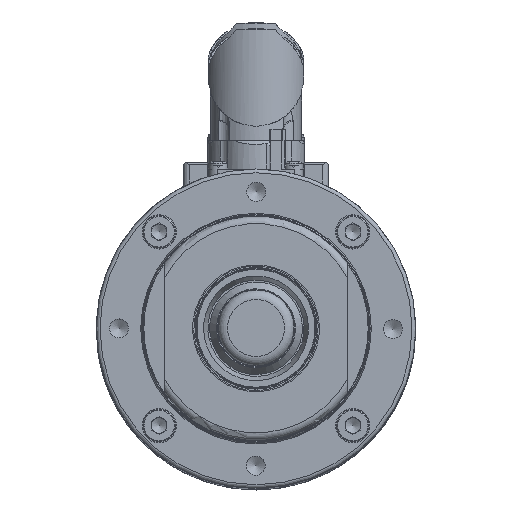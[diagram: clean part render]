
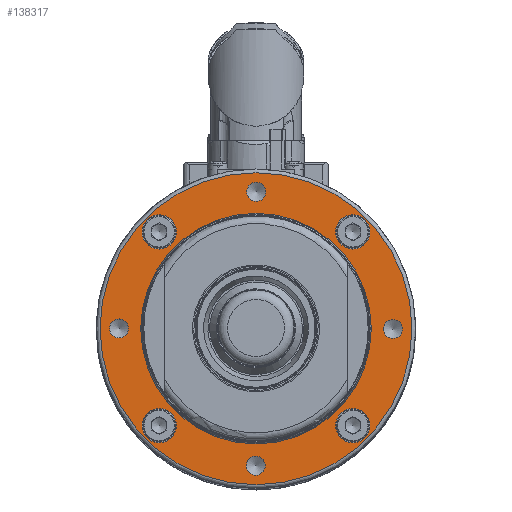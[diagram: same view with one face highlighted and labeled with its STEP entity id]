
A CAD part, top view. The second image highlights one B-rep face of the part: STEP entity #138317.
In plain terms, the highlighted planar face has unit normal (0, 0, 1).
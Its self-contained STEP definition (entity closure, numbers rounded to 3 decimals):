
#607 = EDGE_LOOP ( 'NONE', ( #3449 ) ) ;
#3449 = ORIENTED_EDGE ( 'NONE', *, *, #133745, .F. ) ;
#3815 = EDGE_CURVE ( 'NONE', #72860, #72860, #147649, .T. ) ;
#4133 = VERTEX_POINT ( 'NONE', #50678 ) ;
#5347 = FACE_BOUND ( 'NONE', #607, .T. ) ;
#5512 = CARTESIAN_POINT ( 'NONE',  ( 25.456, 25.456, 47. ) ) ;
#6641 = CARTESIAN_POINT ( 'NONE',  ( 36., -0.065, 47. ) ) ;
#7594 = FACE_OUTER_BOUND ( 'NONE', #46156, .T. ) ;
#9019 = CARTESIAN_POINT ( 'NONE',  ( -25.456, -25.456, 47. ) ) ;
#10894 = AXIS2_PLACEMENT_3D ( 'NONE', #130714, #141441, #58799 ) ;
#10923 = ORIENTED_EDGE ( 'NONE', *, *, #11075, .F. ) ;
#11075 = EDGE_CURVE ( 'NONE', #4133, #4133, #127030, .T. ) ;
#11366 = DIRECTION ( 'NONE',  ( 1., 0., 0. ) ) ;
#12101 = DIRECTION ( 'NONE',  ( 1., 0., 0. ) ) ;
#14576 = EDGE_CURVE ( 'NONE', #123408, #123408, #35249, .T. ) ;
#16808 = ORIENTED_EDGE ( 'NONE', *, *, #72284, .F. ) ;
#16958 = DIRECTION ( 'NONE',  ( 0., 0., 1. ) ) ;
#18240 = FACE_BOUND ( 'NONE', #73925, .T. ) ;
#18388 = VERTEX_POINT ( 'NONE', #99498 ) ;
#19795 = CARTESIAN_POINT ( 'NONE',  ( 0.065, 36., 47. ) ) ;
#22332 = VERTEX_POINT ( 'NONE', #104295 ) ;
#22679 = ORIENTED_EDGE ( 'NONE', *, *, #109148, .F. ) ;
#25099 = VERTEX_POINT ( 'NONE', #33594 ) ;
#26977 = CARTESIAN_POINT ( 'NONE',  ( 29.956, 25.456, 47. ) ) ;
#29109 = EDGE_LOOP ( 'NONE', ( #22679 ) ) ;
#29661 = FACE_BOUND ( 'NONE', #109955, .T. ) ;
#33594 = CARTESIAN_POINT ( 'NONE',  ( -20.956, 25.456, 47. ) ) ;
#35121 = CIRCLE ( 'NONE', #10894, 4.5 ) ;
#35249 = CIRCLE ( 'NONE', #59593, 4.5 ) ;
#35290 = CARTESIAN_POINT ( 'NONE',  ( -0.065, -36., 47. ) ) ;
#37517 = DIRECTION ( 'NONE',  ( 1., 0., 0. ) ) ;
#39005 = EDGE_CURVE ( 'NONE', #130180, #130180, #35121, .T. ) ;
#41477 = AXIS2_PLACEMENT_3D ( 'NONE', #19795, #78636, #135349 ) ;
#42541 = DIRECTION ( 'NONE',  ( 1., 0., 0. ) ) ;
#42775 = EDGE_LOOP ( 'NONE', ( #10923 ) ) ;
#44571 = AXIS2_PLACEMENT_3D ( 'NONE', #86499, #16958, #63606 ) ;
#44842 = EDGE_LOOP ( 'NONE', ( #91491 ) ) ;
#45284 = EDGE_LOOP ( 'NONE', ( #88581 ) ) ;
#46156 = EDGE_LOOP ( 'NONE', ( #129647 ) ) ;
#46723 = DIRECTION ( 'NONE',  ( 1., 0., 0. ) ) ;
#46900 = CIRCLE ( 'NONE', #105699, 41. ) ;
#50253 = ORIENTED_EDGE ( 'NONE', *, *, #129000, .F. ) ;
#50678 = CARTESIAN_POINT ( 'NONE',  ( 2.565, 36., 47. ) ) ;
#51718 = EDGE_CURVE ( 'NONE', #143933, #143933, #150897, .T. ) ;
#52548 = DIRECTION ( 'NONE',  ( 0., 0., 1. ) ) ;
#53418 = PLANE ( 'NONE',  #137652 ) ;
#56344 = DIRECTION ( 'NONE',  ( 0., 0., 1. ) ) ;
#57652 = AXIS2_PLACEMENT_3D ( 'NONE', #35290, #94204, #46723 ) ;
#58799 = DIRECTION ( 'NONE',  ( 1., 0., 0. ) ) ;
#59593 = AXIS2_PLACEMENT_3D ( 'NONE', #5512, #111846, #78010 ) ;
#62028 = DIRECTION ( 'NONE',  ( 0., 0., 1. ) ) ;
#63606 = DIRECTION ( 'NONE',  ( 1., 0., 0. ) ) ;
#69699 = CARTESIAN_POINT ( 'NONE',  ( 29.956, -25.456, 47. ) ) ;
#69712 = EDGE_LOOP ( 'NONE', ( #92216 ) ) ;
#72284 = EDGE_CURVE ( 'NONE', #25099, #25099, #122845, .T. ) ;
#72860 = VERTEX_POINT ( 'NONE', #119673 ) ;
#73925 = EDGE_LOOP ( 'NONE', ( #113853 ) ) ;
#75449 = CARTESIAN_POINT ( 'NONE',  ( -36., 0.065, 47. ) ) ;
#77075 = CARTESIAN_POINT ( 'NONE',  ( 0., 0., 47. ) ) ;
#77495 = CIRCLE ( 'NONE', #116707, 4.5 ) ;
#78010 = DIRECTION ( 'NONE',  ( 1., 0., 0. ) ) ;
#78636 = DIRECTION ( 'NONE',  ( 0., 0., 1. ) ) ;
#81644 = AXIS2_PLACEMENT_3D ( 'NONE', #6641, #121389, #99891 ) ;
#85284 = AXIS2_PLACEMENT_3D ( 'NONE', #121021, #62028, #37517 ) ;
#85331 = CARTESIAN_POINT ( 'NONE',  ( 41., 0., 47. ) ) ;
#86499 = CARTESIAN_POINT ( 'NONE',  ( -25.456, 25.456, 47. ) ) ;
#87838 = FACE_BOUND ( 'NONE', #44842, .T. ) ;
#88581 = ORIENTED_EDGE ( 'NONE', *, *, #39005, .F. ) ;
#91491 = ORIENTED_EDGE ( 'NONE', *, *, #3815, .F. ) ;
#92216 = ORIENTED_EDGE ( 'NONE', *, *, #14576, .F. ) ;
#94204 = DIRECTION ( 'NONE',  ( 0., 0., 1. ) ) ;
#97825 = FACE_BOUND ( 'NONE', #29109, .T. ) ;
#99473 = CARTESIAN_POINT ( 'NONE',  ( -33.5, 0.065, 47. ) ) ;
#99498 = CARTESIAN_POINT ( 'NONE',  ( -20.956, -25.456, 47. ) ) ;
#99891 = DIRECTION ( 'NONE',  ( 1., 0., 0. ) ) ;
#100869 = DIRECTION ( 'NONE',  ( 0., 0., 1. ) ) ;
#102412 = EDGE_CURVE ( 'NONE', #143572, #143572, #46900, .T. ) ;
#104295 = CARTESIAN_POINT ( 'NONE',  ( 30., 0., 47. ) ) ;
#104603 = AXIS2_PLACEMENT_3D ( 'NONE', #75449, #52548, #122240 ) ;
#105699 = AXIS2_PLACEMENT_3D ( 'NONE', #126872, #128370, #12101 ) ;
#108183 = EDGE_LOOP ( 'NONE', ( #16808 ) ) ;
#109148 = EDGE_CURVE ( 'NONE', #22332, #22332, #119569, .T. ) ;
#109955 = EDGE_LOOP ( 'NONE', ( #50253 ) ) ;
#111846 = DIRECTION ( 'NONE',  ( 0., 0., 1. ) ) ;
#112411 = FACE_BOUND ( 'NONE', #108183, .T. ) ;
#113853 = ORIENTED_EDGE ( 'NONE', *, *, #51718, .F. ) ;
#116707 = AXIS2_PLACEMENT_3D ( 'NONE', #9019, #56344, #42541 ) ;
#119569 = CIRCLE ( 'NONE', #85284, 30. ) ;
#119673 = CARTESIAN_POINT ( 'NONE',  ( 38.5, -0.065, 47. ) ) ;
#121021 = CARTESIAN_POINT ( 'NONE',  ( 0., 0., 47. ) ) ;
#121389 = DIRECTION ( 'NONE',  ( 0., 0., 1. ) ) ;
#122240 = DIRECTION ( 'NONE',  ( 1., 0., 0. ) ) ;
#122845 = CIRCLE ( 'NONE', #44571, 4.5 ) ;
#123408 = VERTEX_POINT ( 'NONE', #26977 ) ;
#126872 = CARTESIAN_POINT ( 'NONE',  ( 0., 0., 47. ) ) ;
#127030 = CIRCLE ( 'NONE', #41477, 2.5 ) ;
#128370 = DIRECTION ( 'NONE',  ( 0., 0., 1. ) ) ;
#129000 = EDGE_CURVE ( 'NONE', #18388, #18388, #77495, .T. ) ;
#129647 = ORIENTED_EDGE ( 'NONE', *, *, #102412, .T. ) ;
#130180 = VERTEX_POINT ( 'NONE', #69699 ) ;
#130714 = CARTESIAN_POINT ( 'NONE',  ( 25.456, -25.456, 47. ) ) ;
#130985 = CIRCLE ( 'NONE', #57652, 2.5 ) ;
#133745 = EDGE_CURVE ( 'NONE', #143173, #143173, #130985, .T. ) ;
#133821 = FACE_BOUND ( 'NONE', #69712, .T. ) ;
#134557 = FACE_BOUND ( 'NONE', #45284, .T. ) ;
#135277 = FACE_BOUND ( 'NONE', #42775, .T. ) ;
#135349 = DIRECTION ( 'NONE',  ( 1., 0., 0. ) ) ;
#137652 = AXIS2_PLACEMENT_3D ( 'NONE', #77075, #100869, #11366 ) ;
#138317 = ADVANCED_FACE ( 'NONE', ( #7594, #87838, #5347, #18240, #134557, #29661, #112411, #135277, #133821, #97825 ), #53418, .T. ) ;
#141441 = DIRECTION ( 'NONE',  ( 0., 0., 1. ) ) ;
#143173 = VERTEX_POINT ( 'NONE', #146187 ) ;
#143572 = VERTEX_POINT ( 'NONE', #85331 ) ;
#143933 = VERTEX_POINT ( 'NONE', #99473 ) ;
#146187 = CARTESIAN_POINT ( 'NONE',  ( 2.435, -36., 47. ) ) ;
#147649 = CIRCLE ( 'NONE', #81644, 2.5 ) ;
#150897 = CIRCLE ( 'NONE', #104603, 2.5 ) ;
